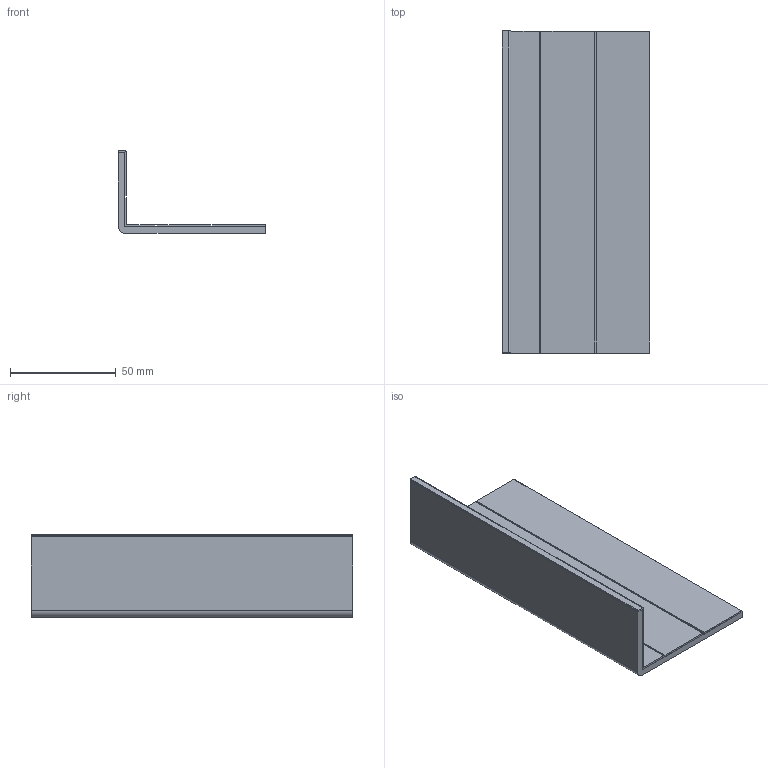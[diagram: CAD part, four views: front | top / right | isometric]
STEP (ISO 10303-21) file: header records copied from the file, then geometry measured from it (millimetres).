
FILE_DESCRIPTION(('', 'CAx-IF Rec.Pracs.---Representation and Presentation of Product Manufacturing Information (PMI)---4.0---2014-10-13'),'2;1');
FILE_NAME('SG2481.STP', '2021-04-08T18:21:04',(''), (''), 'Kubotek Kosmos Version 3.0.7268.7268', 'KeyCreator Pro', '');
FILE_SCHEMA(('AP242_MANAGED_MODEL_BASED_3D_ENGINEERING_MIM_LF { 1 0 10303 442 1 1 4 }'));
Length unit declared in the file: inch
Bounding box: 69.85 x 152.4 x 38.99 mm (x, y, z)
Volume: 64221.2 mm3; surface area: 65752.8 mm2
Topology: 5 solids, 5 shells, 41 faces, 93 edges, 62 vertices
Faces by surface type: plane 36, cylinder 5
Entity records: 1185 total; most frequent: CARTESIAN_POINT 197, DIRECTION 187, ORIENTED_EDGE 186, EDGE_CURVE 93, VECTOR 83, LINE 83, VERTEX_POINT 62, AXIS2_PLACEMENT_3D 52
